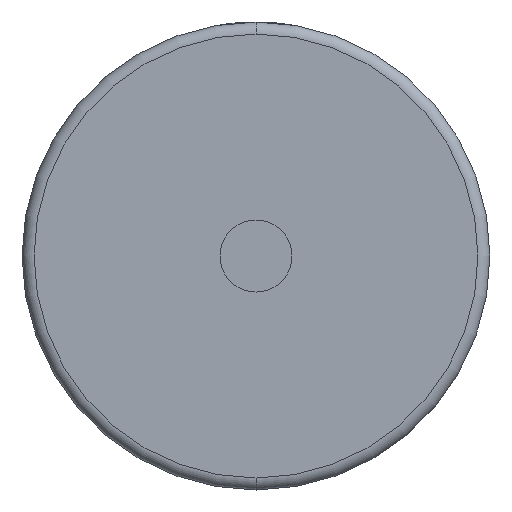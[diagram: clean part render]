
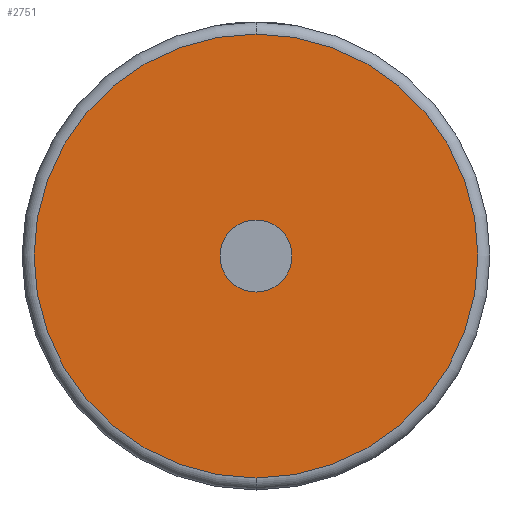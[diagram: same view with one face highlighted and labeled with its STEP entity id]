
A CAD part, front view. The second image highlights one B-rep face of the part: STEP entity #2751.
In plain terms, the highlighted planar face has unit normal (0, -1, 0).
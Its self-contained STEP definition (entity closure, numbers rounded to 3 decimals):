
#29 = DIRECTION ( 'NONE',  ( 0., 0., 1. ) ) ;
#140 = AXIS2_PLACEMENT_3D ( 'NONE', #3729, #305, #280 ) ;
#280 = DIRECTION ( 'NONE',  ( 0., 0., 1. ) ) ;
#305 = DIRECTION ( 'NONE',  ( 0., -1., 0. ) ) ;
#373 = PLANE ( 'NONE',  #3290 ) ;
#551 = ORIENTED_EDGE ( 'NONE', *, *, #3406, .T. ) ;
#607 = DIRECTION ( 'NONE',  ( 0., 0., 1. ) ) ;
#882 = DIRECTION ( 'NONE',  ( 0., -1., 0. ) ) ;
#949 = CARTESIAN_POINT ( 'NONE',  ( 0., 0., -37. ) ) ;
#1398 = VERTEX_POINT ( 'NONE', #3401 ) ;
#1484 = DIRECTION ( 'NONE',  ( 0., 1., 0. ) ) ;
#1647 = DIRECTION ( 'NONE',  ( 0., -1., 0. ) ) ;
#1672 = DIRECTION ( 'NONE',  ( 0., 0., 1. ) ) ;
#1684 = VERTEX_POINT ( 'NONE', #3233 ) ;
#1886 = EDGE_CURVE ( 'NONE', #1684, #1398, #2720, .T. ) ;
#2084 = FACE_BOUND ( 'NONE', #2425, .T. ) ;
#2302 = VERTEX_POINT ( 'NONE', #949 ) ;
#2347 = AXIS2_PLACEMENT_3D ( 'NONE', #2828, #1647, #1672 ) ;
#2425 = EDGE_LOOP ( 'NONE', ( #3516, #3555 ) ) ;
#2459 = ORIENTED_EDGE ( 'NONE', *, *, #3549, .T. ) ;
#2485 = EDGE_CURVE ( 'NONE', #1398, #1684, #2860, .T. ) ;
#2550 = DIRECTION ( 'NONE',  ( 0., -1., 0. ) ) ;
#2583 = EDGE_LOOP ( 'NONE', ( #551, #2459 ) ) ;
#2585 = CARTESIAN_POINT ( 'NONE',  ( 0., 0., 0. ) ) ;
#2613 = AXIS2_PLACEMENT_3D ( 'NONE', #3069, #2550, #3103 ) ;
#2720 = CIRCLE ( 'NONE', #2347, 6. ) ;
#2751 = ADVANCED_FACE ( 'NONE', ( #2981, #2084 ), #373, .F. ) ;
#2828 = CARTESIAN_POINT ( 'NONE',  ( 0., 0., 0. ) ) ;
#2860 = CIRCLE ( 'NONE', #140, 6. ) ;
#2913 = VERTEX_POINT ( 'NONE', #3250 ) ;
#2981 = FACE_OUTER_BOUND ( 'NONE', #2583, .T. ) ;
#3069 = CARTESIAN_POINT ( 'NONE',  ( 0., 0., 0. ) ) ;
#3103 = DIRECTION ( 'NONE',  ( 0., 0., 1. ) ) ;
#3233 = CARTESIAN_POINT ( 'NONE',  ( 0., 0., -6. ) ) ;
#3244 = CIRCLE ( 'NONE', #3667, 37. ) ;
#3250 = CARTESIAN_POINT ( 'NONE',  ( 0., 0., 37. ) ) ;
#3290 = AXIS2_PLACEMENT_3D ( 'NONE', #3520, #1484, #607 ) ;
#3339 = CIRCLE ( 'NONE', #2613, 37. ) ;
#3401 = CARTESIAN_POINT ( 'NONE',  ( 0., 0., 6. ) ) ;
#3406 = EDGE_CURVE ( 'NONE', #2913, #2302, #3339, .T. ) ;
#3516 = ORIENTED_EDGE ( 'NONE', *, *, #2485, .F. ) ;
#3520 = CARTESIAN_POINT ( 'NONE',  ( 0., 0., 0. ) ) ;
#3549 = EDGE_CURVE ( 'NONE', #2302, #2913, #3244, .T. ) ;
#3555 = ORIENTED_EDGE ( 'NONE', *, *, #1886, .F. ) ;
#3667 = AXIS2_PLACEMENT_3D ( 'NONE', #2585, #882, #29 ) ;
#3729 = CARTESIAN_POINT ( 'NONE',  ( 0., 0., 0. ) ) ;
